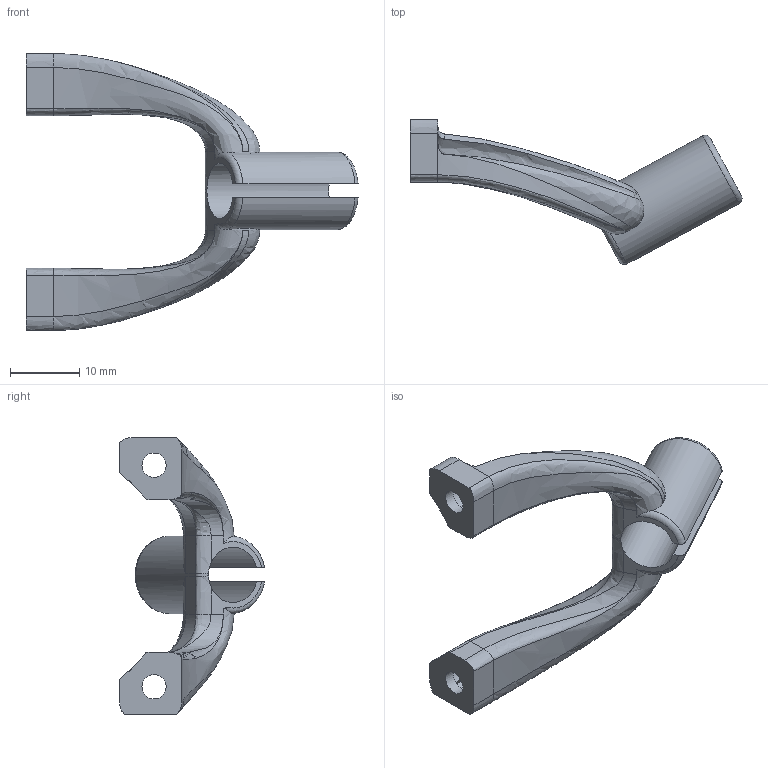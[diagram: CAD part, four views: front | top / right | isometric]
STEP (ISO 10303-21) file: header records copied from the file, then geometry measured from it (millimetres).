
FILE_DESCRIPTION(('STEP AP242'), '1');
FILE_NAME('MOTH Duct', '2022-01-16T09:45:49', ('鎢馯鳻麃'), (''), 'C3D Converter', 'C3D Toolkit', '');
FILE_SCHEMA(('AP242_MANAGED_MODEL_BASED_3D_ENGINEERING_MIM_LF { 1 0 10303 442 1 1 4 }'));
Length unit declared in the file: millimetre
Bounding box: 47.95 x 20.96 x 40 mm (x, y, z)
Volume: 2944.8 mm3; surface area: 3406.5 mm2
Topology: 1 solids, 1 shells, 74 faces, 194 edges, 119 vertices
Faces by surface type: bspline 37, plane 25, cylinder 9, torus 3
Full cylindrical faces by diameter (mm): 3.5 x2, 6.1 x2
Entity records: 8121 total; most frequent: CARTESIAN_POINT 6024, ORIENTED_EDGE 368, DIRECTION 203, EDGE_CURVE 184, VERTEX_POINT 117, EDGE_LOOP 81, FACE_BOUND 75, COLOUR_RGB 74
